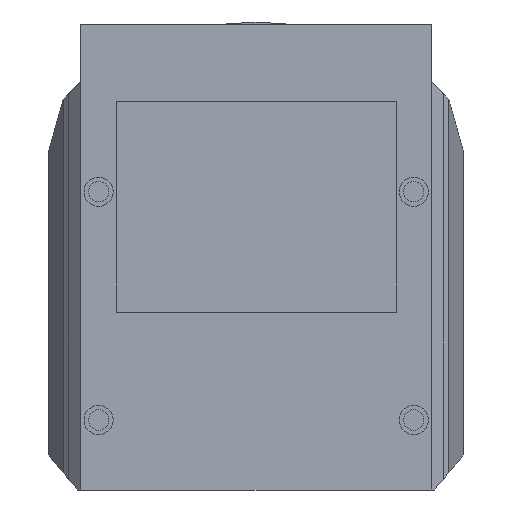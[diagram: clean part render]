
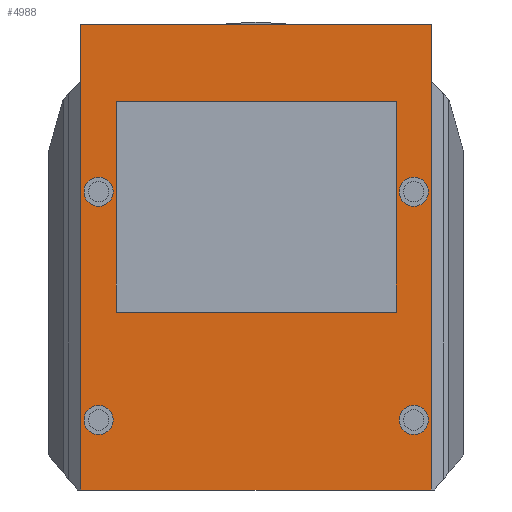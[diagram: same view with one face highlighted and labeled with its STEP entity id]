
A CAD part, front view. The second image highlights one B-rep face of the part: STEP entity #4988.
In plain terms, the highlighted planar face has unit normal (0, -1, 0).
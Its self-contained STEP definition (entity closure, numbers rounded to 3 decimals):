
#96=FACE_BOUND('',#919,.T.);
#97=FACE_BOUND('',#920,.T.);
#98=FACE_BOUND('',#921,.T.);
#99=FACE_BOUND('',#922,.T.);
#100=FACE_BOUND('',#923,.T.);
#317=PLANE('',#5435);
#598=FACE_OUTER_BOUND('',#918,.T.);
#918=EDGE_LOOP('',(#4619,#4620,#4621,#4622));
#919=EDGE_LOOP('',(#4623,#4624,#4625,#4626));
#920=EDGE_LOOP('',(#4627));
#921=EDGE_LOOP('',(#4628));
#922=EDGE_LOOP('',(#4629));
#923=EDGE_LOOP('',(#4630));
#1043=CIRCLE('',#5404,2.5);
#1046=CIRCLE('',#5409,2.5);
#1049=CIRCLE('',#5414,2.5);
#1052=CIRCLE('',#5419,2.5);
#1574=LINE('',#8295,#2121);
#1578=LINE('',#8303,#2125);
#1581=LINE('',#8309,#2128);
#1584=LINE('',#8314,#2131);
#1596=LINE('',#8375,#2143);
#1599=LINE('',#8381,#2146);
#1602=LINE('',#8387,#2149);
#1605=LINE('',#8391,#2152);
#2121=VECTOR('',#6701,10.);
#2125=VECTOR('',#6707,10.);
#2128=VECTOR('',#6712,10.);
#2131=VECTOR('',#6717,10.);
#2143=VECTOR('',#6787,10.);
#2146=VECTOR('',#6792,10.);
#2149=VECTOR('',#6797,10.);
#2152=VECTOR('',#6802,10.);
#2565=VERTEX_POINT('',#8293);
#2566=VERTEX_POINT('',#8294);
#2569=VERTEX_POINT('',#8302);
#2571=VERTEX_POINT('',#8308);
#2573=VERTEX_POINT('',#8317);
#2576=VERTEX_POINT('',#8326);
#2579=VERTEX_POINT('',#8335);
#2582=VERTEX_POINT('',#8344);
#2591=VERTEX_POINT('',#8372);
#2592=VERTEX_POINT('',#8374);
#2594=VERTEX_POINT('',#8380);
#2596=VERTEX_POINT('',#8386);
#3235=EDGE_CURVE('',#2565,#2566,#1574,.T.);
#3239=EDGE_CURVE('',#2569,#2565,#1578,.T.);
#3242=EDGE_CURVE('',#2571,#2569,#1581,.T.);
#3245=EDGE_CURVE('',#2566,#2571,#1584,.T.);
#3247=EDGE_CURVE('',#2573,#2573,#1043,.T.);
#3251=EDGE_CURVE('',#2576,#2576,#1046,.T.);
#3255=EDGE_CURVE('',#2579,#2579,#1049,.T.);
#3259=EDGE_CURVE('',#2582,#2582,#1052,.T.);
#3273=EDGE_CURVE('',#2592,#2591,#1596,.T.);
#3276=EDGE_CURVE('',#2594,#2592,#1599,.T.);
#3279=EDGE_CURVE('',#2596,#2594,#1602,.T.);
#3282=EDGE_CURVE('',#2591,#2596,#1605,.T.);
#4619=ORIENTED_EDGE('',*,*,#3282,.T.);
#4620=ORIENTED_EDGE('',*,*,#3279,.T.);
#4621=ORIENTED_EDGE('',*,*,#3276,.T.);
#4622=ORIENTED_EDGE('',*,*,#3273,.T.);
#4623=ORIENTED_EDGE('',*,*,#3235,.T.);
#4624=ORIENTED_EDGE('',*,*,#3245,.T.);
#4625=ORIENTED_EDGE('',*,*,#3242,.T.);
#4626=ORIENTED_EDGE('',*,*,#3239,.T.);
#4627=ORIENTED_EDGE('',*,*,#3247,.T.);
#4628=ORIENTED_EDGE('',*,*,#3251,.T.);
#4629=ORIENTED_EDGE('',*,*,#3255,.T.);
#4630=ORIENTED_EDGE('',*,*,#3259,.T.);
#4988=ADVANCED_FACE('',(#598,#96,#97,#98,#99,#100),#317,.T.);
#5404=AXIS2_PLACEMENT_3D('',#8318,#6721,#6722);
#5409=AXIS2_PLACEMENT_3D('',#8327,#6732,#6733);
#5414=AXIS2_PLACEMENT_3D('',#8336,#6743,#6744);
#5419=AXIS2_PLACEMENT_3D('',#8345,#6754,#6755);
#5435=AXIS2_PLACEMENT_3D('',#8392,#6803,#6804);
#6701=DIRECTION('',(0.,0.,1.));
#6707=DIRECTION('',(-1.,0.,0.));
#6712=DIRECTION('',(0.,0.,-1.));
#6717=DIRECTION('',(1.,0.,0.));
#6721=DIRECTION('center_axis',(0.,1.,0.));
#6722=DIRECTION('ref_axis',(1.,0.,0.));
#6732=DIRECTION('center_axis',(0.,1.,0.));
#6733=DIRECTION('ref_axis',(1.,0.,0.));
#6743=DIRECTION('center_axis',(0.,1.,0.));
#6744=DIRECTION('ref_axis',(1.,0.,0.));
#6754=DIRECTION('center_axis',(0.,1.,0.));
#6755=DIRECTION('ref_axis',(1.,0.,0.));
#6787=DIRECTION('',(0.,0.,1.));
#6792=DIRECTION('',(1.,0.,0.));
#6797=DIRECTION('',(0.,0.,-1.));
#6802=DIRECTION('',(-1.,0.,0.));
#6803=DIRECTION('center_axis',(0.,-1.,0.));
#6804=DIRECTION('ref_axis',(1.,0.,0.));
#8293=CARTESIAN_POINT('',(-24.,-18.5,-8.607));
#8294=CARTESIAN_POINT('',(-24.,-18.5,27.393));
#8295=CARTESIAN_POINT('',(-24.,-18.5,-3.929));
#8302=CARTESIAN_POINT('',(24.,-18.5,-8.607));
#8303=CARTESIAN_POINT('',(11.985,-18.5,-8.607));
#8308=CARTESIAN_POINT('',(24.,-18.5,27.393));
#8309=CARTESIAN_POINT('',(24.,-18.5,14.071));
#8314=CARTESIAN_POINT('',(-12.015,-18.5,27.393));
#8317=CARTESIAN_POINT('',(24.5,-18.5,12.));
#8318=CARTESIAN_POINT('Origin',(27.,-18.5,12.));
#8326=CARTESIAN_POINT('',(-29.5,-18.5,12.));
#8327=CARTESIAN_POINT('Origin',(-27.,-18.5,12.));
#8335=CARTESIAN_POINT('',(24.5,-18.5,-27.107));
#8336=CARTESIAN_POINT('Origin',(27.,-18.5,-27.107));
#8344=CARTESIAN_POINT('',(-29.5,-18.5,-27.107));
#8345=CARTESIAN_POINT('Origin',(-27.,-18.5,-27.107));
#8372=CARTESIAN_POINT('',(30.021,-18.5,40.607));
#8374=CARTESIAN_POINT('',(30.021,-18.5,-39.107));
#8375=CARTESIAN_POINT('',(30.021,-18.5,40.607));
#8380=CARTESIAN_POINT('',(-30.079,-18.5,-39.107));
#8381=CARTESIAN_POINT('',(30.021,-18.5,-39.107));
#8386=CARTESIAN_POINT('',(-30.079,-18.5,40.607));
#8387=CARTESIAN_POINT('',(-30.079,-18.5,-39.107));
#8391=CARTESIAN_POINT('',(-30.079,-18.5,40.607));
#8392=CARTESIAN_POINT('Origin',(-0.029,-18.5,0.75));
